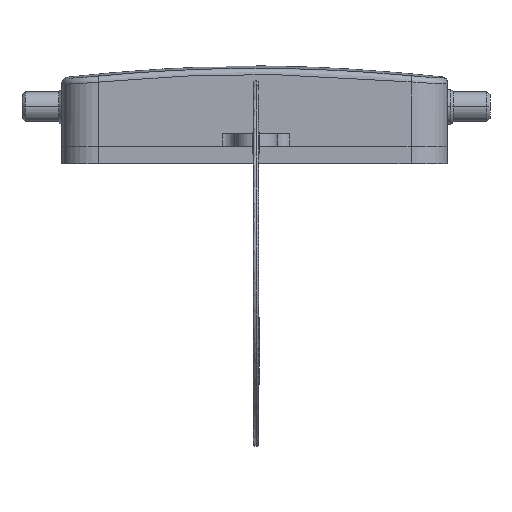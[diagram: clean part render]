
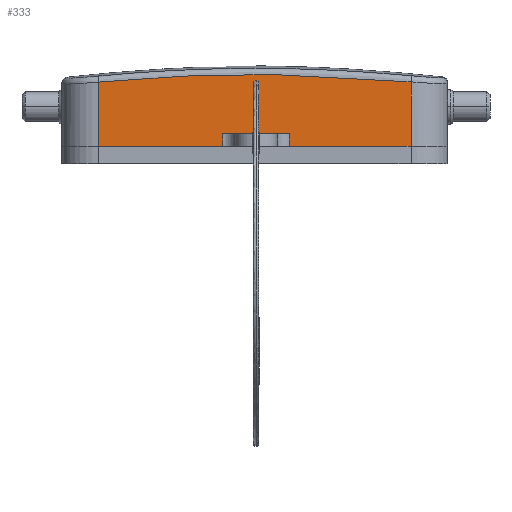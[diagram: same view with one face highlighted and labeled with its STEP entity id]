
A CAD part, top view. The second image highlights one B-rep face of the part: STEP entity #333.
In plain terms, the highlighted planar face has unit normal (0, 0, 1).
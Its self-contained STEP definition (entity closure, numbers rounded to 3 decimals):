
#51 = ORIENTED_EDGE ( 'NONE', *, *, #305, .T. ) ;
#187 = VECTOR ( 'NONE', #231, 1000. ) ;
#231 = DIRECTION ( 'NONE',  ( 0., -1., 0. ) ) ;
#233 = EDGE_CURVE ( 'NONE', #3365, #2395, #253, .T. ) ;
#253 = LINE ( 'NONE', #4872, #2519 ) ;
#266 = EDGE_CURVE ( 'NONE', #1784, #4347, #5053, .T. ) ;
#288 = VECTOR ( 'NONE', #4611, 1000. ) ;
#305 = EDGE_CURVE ( 'NONE', #4347, #3365, #3706, .T. ) ;
#333 = ADVANCED_FACE ( 'NONE', ( #2555 ), #4618, .F. ) ;
#646 = DIRECTION ( 'NONE',  ( 0., -1., 0. ) ) ;
#754 = EDGE_CURVE ( 'NONE', #5288, #1535, #2182, .T. ) ;
#809 = LINE ( 'NONE', #3337, #3184 ) ;
#871 = EDGE_CURVE ( 'NONE', #2395, #4755, #3542, .T. ) ;
#904 = EDGE_CURVE ( 'NONE', #2944, #4755, #3268, .T. ) ;
#1126 = EDGE_CURVE ( 'NONE', #1820, #2944, #2565, .T. ) ;
#1180 = CARTESIAN_POINT ( 'NONE',  ( -5.449, 2.1, 41.625 ) ) ;
#1240 = ORIENTED_EDGE ( 'NONE', *, *, #904, .F. ) ;
#1535 = VERTEX_POINT ( 'NONE', #3396 ) ;
#1784 = VERTEX_POINT ( 'NONE', #2768 ) ;
#1820 = VERTEX_POINT ( 'NONE', #1851 ) ;
#1832 = CARTESIAN_POINT ( 'NONE',  ( -25.7, 2.1, 41.625 ) ) ;
#1849 = DIRECTION ( 'NONE',  ( -1., 0., 0. ) ) ;
#1851 = CARTESIAN_POINT ( 'NONE',  ( 5.449, 2.1, 41.625 ) ) ;
#2030 = ORIENTED_EDGE ( 'NONE', *, *, #754, .T. ) ;
#2040 = VECTOR ( 'NONE', #3651, 1000. ) ;
#2101 = VECTOR ( 'NONE', #3054, 1000. ) ;
#2182 = LINE ( 'NONE', #3663, #2040 ) ;
#2243 = VECTOR ( 'NONE', #3075, 1000. ) ;
#2395 = VERTEX_POINT ( 'NONE', #4278 ) ;
#2439 = VECTOR ( 'NONE', #1849, 1000. ) ;
#2488 = CARTESIAN_POINT ( 'NONE',  ( 5.449, 20., 41.625 ) ) ;
#2519 = VECTOR ( 'NONE', #4882, 1000. ) ;
#2555 = FACE_OUTER_BOUND ( 'NONE', #3429, .T. ) ;
#2565 = LINE ( 'NONE', #1832, #2439 ) ;
#2623 = EDGE_CURVE ( 'NONE', #1784, #1535, #809, .T. ) ;
#2768 = CARTESIAN_POINT ( 'NONE',  ( 25.3, 10.546, 41.625 ) ) ;
#2821 = ORIENTED_EDGE ( 'NONE', *, *, #1126, .F. ) ;
#2944 = VERTEX_POINT ( 'NONE', #3569 ) ;
#3038 = CARTESIAN_POINT ( 'NONE',  ( -25.7, 2.1, 41.625 ) ) ;
#3054 = DIRECTION ( 'NONE',  ( -1., 0., 0. ) ) ;
#3075 = DIRECTION ( 'NONE',  ( 0., 1., 0. ) ) ;
#3098 = CARTESIAN_POINT ( 'NONE',  ( -5.449, 20., 41.625 ) ) ;
#3184 = VECTOR ( 'NONE', #646, 1000. ) ;
#3207 = ORIENTED_EDGE ( 'NONE', *, *, #871, .T. ) ;
#3268 = LINE ( 'NONE', #3038, #2101 ) ;
#3337 = CARTESIAN_POINT ( 'NONE',  ( 25.3, 20., 41.625 ) ) ;
#3365 = VERTEX_POINT ( 'NONE', #4723 ) ;
#3396 = CARTESIAN_POINT ( 'NONE',  ( 25.3, 0., 41.625 ) ) ;
#3429 = EDGE_LOOP ( 'NONE', ( #3506, #2030, #5127, #4266, #51, #5628, #3207, #1240, #2821 ) ) ;
#3501 = CARTESIAN_POINT ( 'NONE',  ( -25.7, 10.508, 41.625 ) ) ;
#3506 = ORIENTED_EDGE ( 'NONE', *, *, #3694, .T. ) ;
#3542 = LINE ( 'NONE', #3098, #2243 ) ;
#3569 = CARTESIAN_POINT ( 'NONE',  ( 0., 2.1, 41.625 ) ) ;
#3651 = DIRECTION ( 'NONE',  ( 1., 0., 0. ) ) ;
#3663 = CARTESIAN_POINT ( 'NONE',  ( -25.7, 0., 41.625 ) ) ;
#3694 = EDGE_CURVE ( 'NONE', #1820, #5288, #3739, .T. ) ;
#3706 = LINE ( 'NONE', #4558, #288 ) ;
#3739 = LINE ( 'NONE', #2488, #187 ) ;
#4266 = ORIENTED_EDGE ( 'NONE', *, *, #266, .T. ) ;
#4278 = CARTESIAN_POINT ( 'NONE',  ( -5.449, 0., 41.625 ) ) ;
#4289 = AXIS2_PLACEMENT_3D ( 'NONE', #4556, #4549, #4547 ) ;
#4347 = VERTEX_POINT ( 'NONE', #3501 ) ;
#4547 = DIRECTION ( 'NONE',  ( -1., 0., 0. ) ) ;
#4549 = DIRECTION ( 'NONE',  ( 0., 0., -1. ) ) ;
#4556 = CARTESIAN_POINT ( 'NONE',  ( -25.7, 20., 41.625 ) ) ;
#4558 = CARTESIAN_POINT ( 'NONE',  ( -25.7, 20., 41.625 ) ) ;
#4611 = DIRECTION ( 'NONE',  ( 0., -1., 0. ) ) ;
#4618 = PLANE ( 'NONE',  #4289 ) ;
#4723 = CARTESIAN_POINT ( 'NONE',  ( -25.7, 0., 41.625 ) ) ;
#4755 = VERTEX_POINT ( 'NONE', #1180 ) ;
#4795 = CARTESIAN_POINT ( 'NONE',  ( 4.064, 11.763, 41.625 ) ) ;
#4801 = CARTESIAN_POINT ( 'NONE',  ( -17.213, 11.218, 41.625 ) ) ;
#4819 = CARTESIAN_POINT ( 'NONE',  ( -25.7, 10.508, 41.625 ) ) ;
#4823 = CARTESIAN_POINT ( 'NONE',  ( -8.711, 11.642, 41.625 ) ) ;
#4834 = CARTESIAN_POINT ( 'NONE',  ( -21.459, 10.909, 41.625 ) ) ;
#4835 = CARTESIAN_POINT ( 'NONE',  ( -4.45, 11.756, 41.625 ) ) ;
#4841 = CARTESIAN_POINT ( 'NONE',  ( 8.317, 11.655, 41.625 ) ) ;
#4852 = CARTESIAN_POINT ( 'NONE',  ( 16.814, 11.244, 41.625 ) ) ;
#4856 = CARTESIAN_POINT ( 'NONE',  ( 21.059, 10.941, 41.625 ) ) ;
#4866 = CARTESIAN_POINT ( 'NONE',  ( 25.3, 10.546, 41.625 ) ) ;
#4872 = CARTESIAN_POINT ( 'NONE',  ( -25.7, 0., 41.625 ) ) ;
#4882 = DIRECTION ( 'NONE',  ( 1., 0., 0. ) ) ;
#5053 = B_SPLINE_CURVE_WITH_KNOTS ( 'NONE', 3,
 ( #4866, #4856, #4852, #4841, #4795, #4835, #4823, #4801, #4834, #4819 ),
 .UNSPECIFIED., .F., .F.,
 ( 4, 2, 2, 2, 4 ),
 ( 0., 0.013, 0.026, 0.038, 0.051 ),
 .UNSPECIFIED. ) ;
#5117 = CARTESIAN_POINT ( 'NONE',  ( 5.449, 0., 41.625 ) ) ;
#5127 = ORIENTED_EDGE ( 'NONE', *, *, #2623, .F. ) ;
#5288 = VERTEX_POINT ( 'NONE', #5117 ) ;
#5628 = ORIENTED_EDGE ( 'NONE', *, *, #233, .T. ) ;
